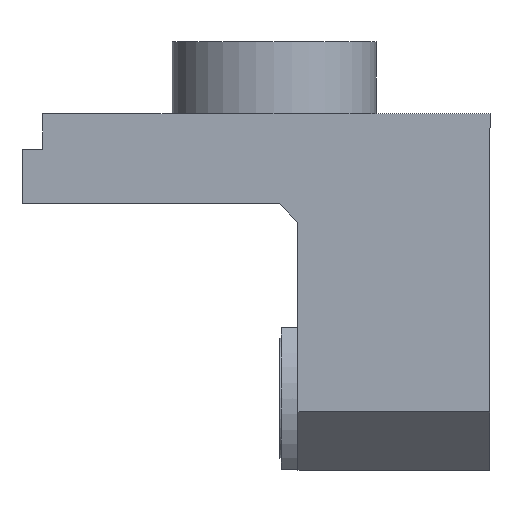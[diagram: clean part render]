
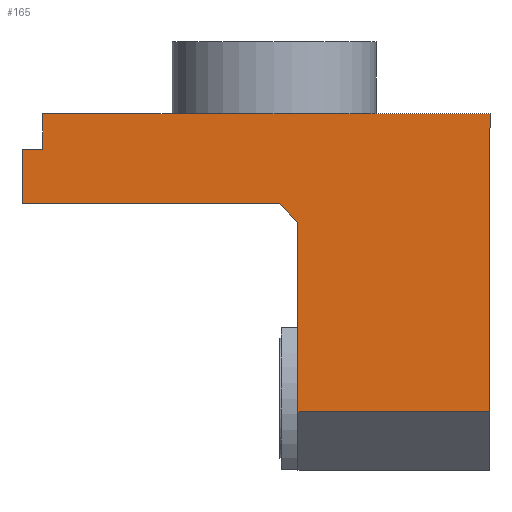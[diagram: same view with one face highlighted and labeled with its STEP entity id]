
A CAD part, front view. The second image highlights one B-rep face of the part: STEP entity #165.
In plain terms, the highlighted planar face has unit normal (0, -1, 0).
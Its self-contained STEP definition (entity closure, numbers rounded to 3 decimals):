
#39=FACE_OUTER_BOUND('',#236,.T.);
#56=PLANE('',#532);
#86=LINE('',#965,#127);
#87=LINE('',#967,#128);
#88=LINE('',#969,#129);
#89=LINE('',#971,#130);
#90=LINE('',#973,#131);
#91=LINE('',#975,#132);
#92=LINE('',#977,#133);
#93=LINE('',#979,#134);
#94=LINE('',#981,#135);
#127=VECTOR('',#609,1.);
#128=VECTOR('',#612,1.);
#129=VECTOR('',#613,1.);
#130=VECTOR('',#614,1.);
#131=VECTOR('',#615,1.);
#132=VECTOR('',#616,1.);
#133=VECTOR('',#617,1.);
#134=VECTOR('',#618,1.);
#135=VECTOR('',#619,1.);
#165=ADVANCED_FACE('',(#39),#56,.F.);
#236=EDGE_LOOP('',(#301,#302,#303,#304,#305,#306,#307,#308,#309));
#301=ORIENTED_EDGE('',*,*,#456,.F.);
#302=ORIENTED_EDGE('',*,*,#455,.T.);
#303=ORIENTED_EDGE('',*,*,#457,.F.);
#304=ORIENTED_EDGE('',*,*,#458,.F.);
#305=ORIENTED_EDGE('',*,*,#459,.F.);
#306=ORIENTED_EDGE('',*,*,#460,.F.);
#307=ORIENTED_EDGE('',*,*,#461,.F.);
#308=ORIENTED_EDGE('',*,*,#462,.F.);
#309=ORIENTED_EDGE('',*,*,#463,.F.);
#403=VERTEX_POINT('',#959);
#406=VERTEX_POINT('',#964);
#407=VERTEX_POINT('',#968);
#408=VERTEX_POINT('',#970);
#409=VERTEX_POINT('',#972);
#410=VERTEX_POINT('',#974);
#411=VERTEX_POINT('',#976);
#412=VERTEX_POINT('',#978);
#413=VERTEX_POINT('',#980);
#455=EDGE_CURVE('',#403,#406,#86,.T.);
#456=EDGE_CURVE('',#403,#407,#87,.T.);
#457=EDGE_CURVE('',#408,#406,#88,.T.);
#458=EDGE_CURVE('',#409,#408,#89,.T.);
#459=EDGE_CURVE('',#410,#409,#90,.T.);
#460=EDGE_CURVE('',#411,#410,#91,.T.);
#461=EDGE_CURVE('',#412,#411,#92,.T.);
#462=EDGE_CURVE('',#413,#412,#93,.T.);
#463=EDGE_CURVE('',#407,#413,#94,.T.);
#532=AXIS2_PLACEMENT_3D('',#982,#620,#621);
#609=DIRECTION('',(1.,0.,0.));
#612=DIRECTION('',(0.,0.,1.));
#613=DIRECTION('',(0.,0.,-1.));
#614=DIRECTION('',(1.,0.,0.));
#615=DIRECTION('',(0.,0.,1.));
#616=DIRECTION('',(1.,0.,0.));
#617=DIRECTION('',(0.,0.,1.));
#618=DIRECTION('',(-1.,0.,0.));
#619=DIRECTION('',(-0.707,0.,0.707));
#620=DIRECTION('',(0.,1.,0.));
#621=DIRECTION('',(0.,0.,-1.));
#959=CARTESIAN_POINT('',(8.,-42.5,-99.5));
#964=CARTESIAN_POINT('',(72.,-42.5,-99.5));
#965=CARTESIAN_POINT('',(0.,-42.5,-99.5));
#967=CARTESIAN_POINT('',(8.,-42.5,-119.));
#968=CARTESIAN_POINT('',(8.,-42.5,-36.3));
#969=CARTESIAN_POINT('',(72.,-42.5,0.));
#970=CARTESIAN_POINT('',(72.,-42.5,0.));
#971=CARTESIAN_POINT('',(-77.,-42.5,0.));
#972=CARTESIAN_POINT('',(-77.,-42.5,0.));
#973=CARTESIAN_POINT('',(-77.,-42.5,-12.));
#974=CARTESIAN_POINT('',(-77.,-42.5,-12.));
#975=CARTESIAN_POINT('',(-84.,-42.5,-12.));
#976=CARTESIAN_POINT('',(-84.,-42.5,-12.));
#977=CARTESIAN_POINT('',(-84.,-42.5,-30.));
#978=CARTESIAN_POINT('',(-84.,-42.5,-30.));
#979=CARTESIAN_POINT('',(1.7,-42.5,-30.));
#980=CARTESIAN_POINT('',(1.7,-42.5,-30.));
#981=CARTESIAN_POINT('',(8.,-42.5,-36.3));
#982=CARTESIAN_POINT('',(0.,-42.5,0.));
